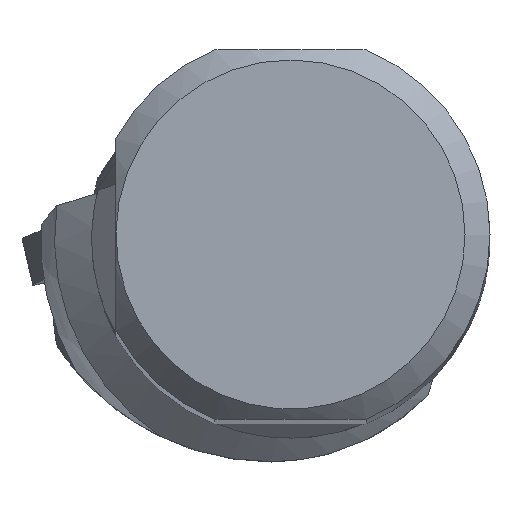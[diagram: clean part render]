
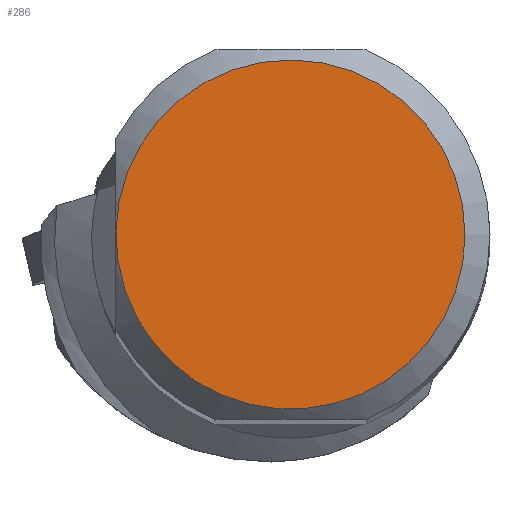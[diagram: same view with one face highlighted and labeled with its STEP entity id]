
A CAD part, top view. The second image highlights one B-rep face of the part: STEP entity #286.
In plain terms, the highlighted planar face has unit normal (0, 0, 1).
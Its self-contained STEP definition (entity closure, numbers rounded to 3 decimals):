
#213=FACE_OUTER_BOUND('',#654,.T.);
#286=ADVANCED_FACE('CU_SU_BP3',(#213),#344,.T.);
#344=PLANE('',#1622);
#654=EDGE_LOOP('',(#864));
#864=ORIENTED_EDGE('',*,*,#1364,.T.);
#1201=VERTEX_POINT('',#2401);
#1364=EDGE_CURVE('',#1201,#1201,#1477,.T.);
#1477=CIRCLE('',#1621,17.489);
#1621=AXIS2_PLACEMENT_3D('',#2400,#1909,#1910);
#1622=AXIS2_PLACEMENT_3D('',#2402,#1911,#1912);
#1909=DIRECTION('',(0.,0.,1.));
#1910=DIRECTION('',(1.,0.,0.));
#1911=DIRECTION('',(0.,0.,1.));
#1912=DIRECTION('',(1.,0.,0.));
#2400=CARTESIAN_POINT('',(0.,0.,0.));
#2401=CARTESIAN_POINT('',(17.489,0.,0.));
#2402=CARTESIAN_POINT('',(0.,0.,
0.));
